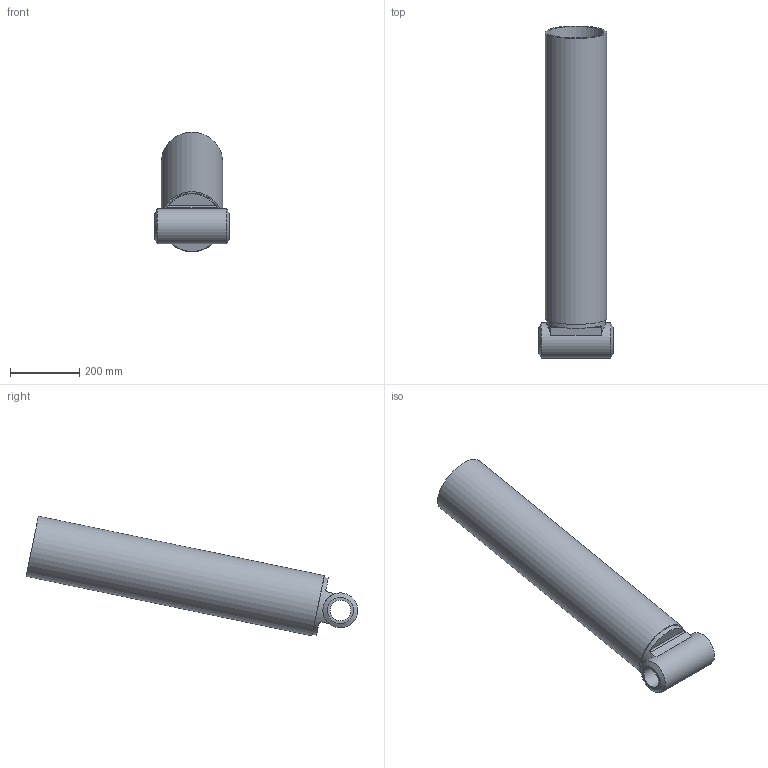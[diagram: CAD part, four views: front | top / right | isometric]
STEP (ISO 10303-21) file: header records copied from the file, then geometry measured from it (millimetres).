
FILE_DESCRIPTION( ( '' ), ' ' );
FILE_NAME( '5db2dc470e8f3f14b93955bb.step', '2019-10-25T11:28:07', ( '' ), ( '' ), ' ', ' ', ' ' );
FILE_SCHEMA( ( 'AUTOMOTIVE_DESIGN { 1 0 10303 214 1 1 1 1 }' ) );
Length unit declared in the file: metre
Products named in the file (1): Part 29
Bounding box: 215.45 x 961.53 x 346.41 mm (x, y, z)
Volume: 4570210.3 mm3; surface area: 1058440.7 mm2
Topology: 1 solids, 1 shells, 18 faces, 41 edges, 28 vertices
Faces by surface type: plane 9, cylinder 7, cone 2
Full cylindrical faces by diameter (mm): 60 x1, 101.6 x1, 165.1 x1, 170.18 x1, 177.8 x1
Entity records: 760 total; most frequent: CARTESIAN_POINT 245, DIRECTION 74, ORIENTED_EDGE 58, AXIS2_PLACEMENT_3D 32, EDGE_LOOP 30, EDGE_CURVE 29, FACE_OUTER_BOUND 23, VERTEX_POINT 23
